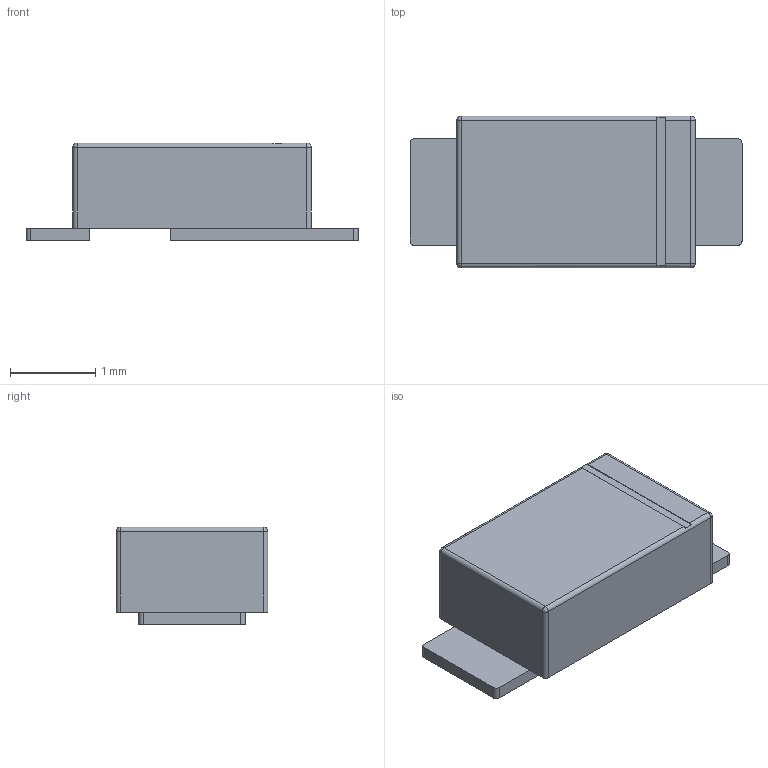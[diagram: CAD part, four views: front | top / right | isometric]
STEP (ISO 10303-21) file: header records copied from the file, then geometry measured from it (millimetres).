
FILE_DESCRIPTION (( 'STEP AP214' ), '1' );
FILE_NAME ('User Library-DFLS220-POWERDI-123.STEP', '2010-10-20T14:04:39', ( 'sysAdmin' ), ( 'SolidWorks' ), 'SwSTEP 2.0', 'SolidWorks 2010', '' );
FILE_SCHEMA (( 'AUTOMOTIVE_DESIGN' ));
Length unit declared in the file: millimetre
Products named in the file (1): User Library-DFLS220-POWERDI-123
Bounding box: 3.9 x 1.78 x 1.15 mm (x, y, z)
Volume: 5.5 mm3; surface area: 23.2 mm2
Topology: 1 solids, 1 shells, 38 faces, 96 edges, 56 vertices
Faces by surface type: plane 22, cylinder 12, sphere 4
Entity records: 1339 total; most frequent: DIRECTION 198, CARTESIAN_POINT 187, ORIENTED_EDGE 184, EDGE_CURVE 92, AXIS2_PLACEMENT_3D 67, VECTOR 64, LINE 64, VERTEX_POINT 56
